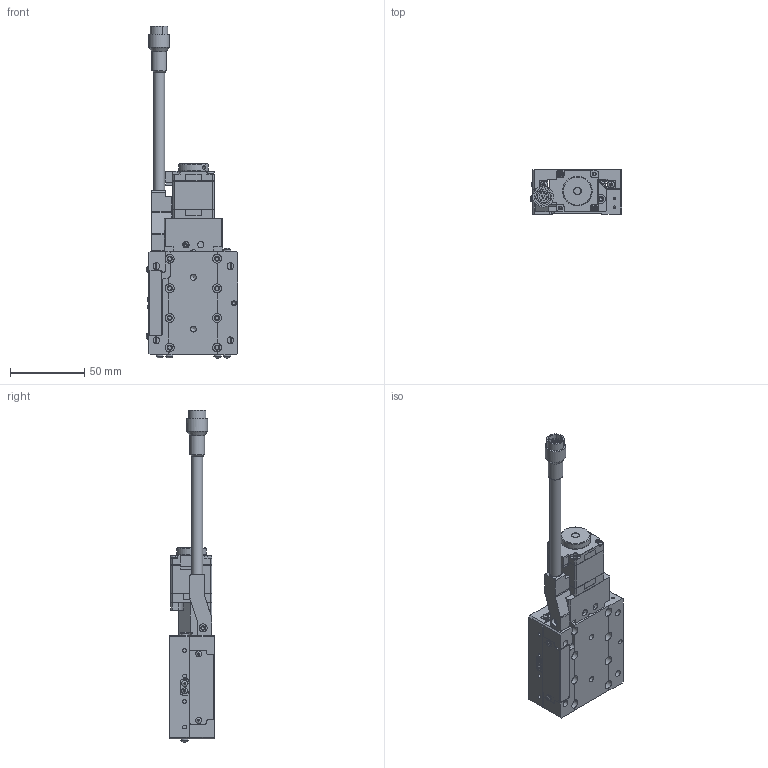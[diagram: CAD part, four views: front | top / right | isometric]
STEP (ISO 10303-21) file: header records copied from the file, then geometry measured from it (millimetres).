
FILE_DESCRIPTION (( 'STEP AP203' ), '1' );
FILE_NAME ('ALX6030.STEP', '2024-05-21T16:12:11', ( '' ), ( '' ), 'SwSTEP 2.0', 'SolidWorks 2023', '' );
FILE_SCHEMA (( 'CONFIG_CONTROL_DESIGN' ));
Length unit declared in the file: millimetre
Products named in the file (28): VR2-70; VR2070-13Z; cross recessed pan head screws gb_GB_CROSS_SCREWS_TYPE1 M2X4-4  H type-N; 28步进-32L; hexagon socket head cap screws gb_GB_FASTENER_SCREWS_HSHCS M3X5-N; cross recessed pan head screw_jis_JIS B 1111 Cross recessed pan head screw - M2.5 x 3 - Z --3N; 28步进-32L+手柄; 通用D28-P2L-V1; ALX6030; hexagon socket head cap screws gb_GB_FASTENER_SCREWS_HSHCS M2X5-N; BD6030-SV2; CF-16+17-5; M6-0,75丝杆锁紧螺母; angular contact ball bearings gb_Rolling bearings S719-6 GB 292-94; 12P-A; X60-30厚通用电机座; 装配体1^60电机座L; cross recessed countersunk head screws gb2_GB_CROSS_SCREWS_TYPE10 M2X6-4.8-H1-N; BD6030-XV2; BD60光电挡片; CF-16+17-5B; CF-16+17-5A; CF16+17-5+5; 28步进手轮A; NDK0801螺母-6020磨边; BD6030-P5; 0801通用丝杆座
Assembly tree (58 placements, depth 4):
  ALX6030
    BD6030-XV2
    BD6030-SV2
    BD6030-P5
    cross recessed pan head screws gb_GB_CROSS_SCREWS_TYPE1 M2X4-4  H type-N  x4
    cross recessed countersunk head screws gb2_GB_CROSS_SCREWS_TYPE10 M2X6-4.8-H1-N  x2
    BD60光电挡片
    VR2070-13Z
      VR2-70  x2
      cross recessed pan head screw_jis_JIS B 1111 Cross recessed pan head screw - M2.5 x 3 - Z --3N  x4
    VR2070-13Z
      VR2-70  x2
      cross recessed pan head screw_jis_JIS B 1111 Cross recessed pan head screw - M2.5 x 3 - Z --3N  x4
    0801通用丝杆座
    NDK0801螺母-6020磨边
    hexagon socket head cap screws gb_GB_FASTENER_SCREWS_HSHCS M3X5-N  x8
    装配体1^60电机座L
      X60-30厚通用电机座
      M6-0,75丝杆锁紧螺母
      28步进-32L+手柄
        28步进-32L
        28步进手轮A
      通用D28-P2L-V1
      12P-A
      angular contact ball bearings gb_Rolling bearings S719-6 GB 292-94  x2
      CF16+17-5+5
        CF-16+17-5  x2
        CF-16+17-5A  x8
        CF-16+17-5B
        hexagon socket head cap screws gb_GB_FASTENER_SCREWS_HSHCS M2X5-N  x2
Bounding box: 61.88 x 30 x 224.2 mm (x, y, z)
Volume: 137638.4 mm3; surface area: 76621.3 mm2
Topology: 53 solids, 55 shells, 1810 faces, 4779 edges, 3077 vertices
Faces by surface type: plane 1036, cylinder 477, cone 159, torus 96, sphere 38, bspline 4
Full cylindrical faces by diameter (mm): 0.6 x12, 1.6 x16, 1.95 x8, 2 x12, 2.05 x20, 2.4 x4, 2.5 x29, 2.6 x18, 2.9 x1, 3 x8, 3.3 x9, 3.4 x24, 3.5 x2, 3.6 x2, 3.65 x8, 3.8 x2, 4 x33, 4.3 x5, 4.5 x4, 5 x12, 5.3 x1, 5.5 x9, 6 x22, 7.5 x1, 8 x5, 9 x4, 10 x3, 11 x1, 12 x3, 12.36 x2
Entity records: 38066 total; most frequent: CARTESIAN_POINT 7619, DIRECTION 5543, ORIENTED_EDGE 5150, EDGE_CURVE 2575, AXIS2_PLACEMENT_3D 2022, VERTEX_POINT 1812, EDGE_LOOP 1619, LINE 1499
